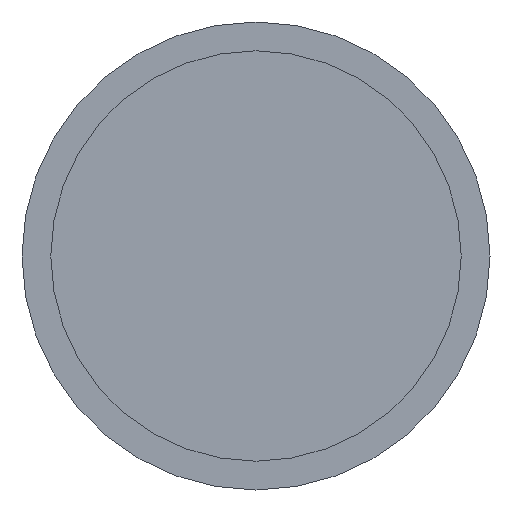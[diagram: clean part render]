
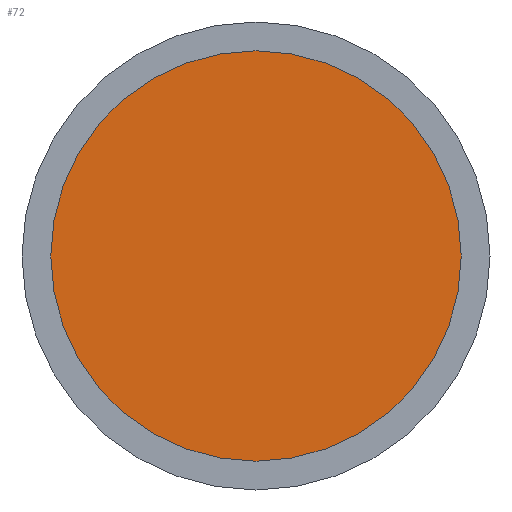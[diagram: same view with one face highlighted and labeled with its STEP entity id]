
A CAD part, front view. The second image highlights one B-rep face of the part: STEP entity #72.
In plain terms, the highlighted planar face has unit normal (0, -1, 0).
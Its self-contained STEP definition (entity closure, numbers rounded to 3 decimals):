
#25=FACE_OUTER_BOUND('',#35,.T.);
#35=EDGE_LOOP('',(#60));
#40=CIRCLE('',#85,8.33);
#45=VERTEX_POINT('',#125);
#50=EDGE_CURVE('',#45,#45,#40,.T.);
#60=ORIENTED_EDGE('',*,*,#50,.T.);
#63=PLANE('',#86);
#72=ADVANCED_FACE('',(#25),#63,.T.);
#85=AXIS2_PLACEMENT_3D('',#126,#107,#108);
#86=AXIS2_PLACEMENT_3D('',#127,#109,#110);
#107=DIRECTION('center_axis',(0.,-1.,0.));
#108=DIRECTION('ref_axis',(1.,0.,0.));
#109=DIRECTION('center_axis',(0.,-1.,0.));
#110=DIRECTION('ref_axis',(0.,0.,-1.));
#125=CARTESIAN_POINT('',(8.33,0.,0.));
#126=CARTESIAN_POINT('Origin',(0.,0.,0.));
#127=CARTESIAN_POINT('Origin',(4.165,0.,0.));
